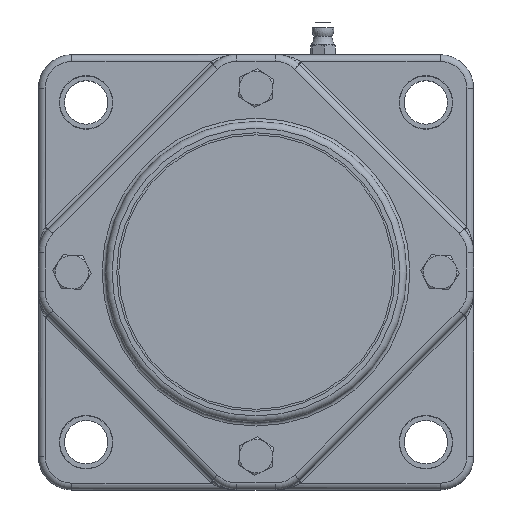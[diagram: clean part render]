
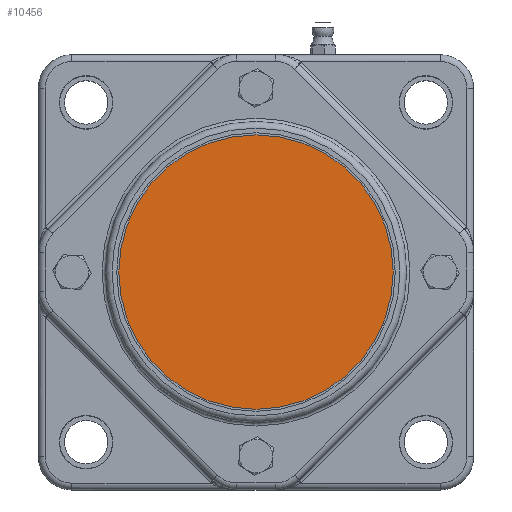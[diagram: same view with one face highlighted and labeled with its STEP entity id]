
A CAD part, top view. The second image highlights one B-rep face of the part: STEP entity #10456.
In plain terms, the highlighted planar face has unit normal (0, 0, 1).
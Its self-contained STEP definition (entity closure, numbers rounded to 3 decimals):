
#682=FACE_OUTER_BOUND('',#2876,.T.);
#2479=PLANE('',#11241);
#2876=EDGE_LOOP('',(#7116));
#3599=CIRCLE('',#11239,41.);
#4397=VERTEX_POINT('',#16597);
#5414=EDGE_CURVE('',#4397,#4397,#3599,.T.);
#7116=ORIENTED_EDGE('',*,*,#5414,.F.);
#10456=ADVANCED_FACE('',(#682),#2479,.T.);
#11239=AXIS2_PLACEMENT_3D('',#16598,#12853,#12854);
#11241=AXIS2_PLACEMENT_3D('',#16602,#12858,#12859);
#12853=DIRECTION('center_axis',(0.,0.,
-1.));
#12854=DIRECTION('ref_axis',(-1.,0.,0.));
#12858=DIRECTION('center_axis',(0.,0.,
1.));
#12859=DIRECTION('ref_axis',(-1.,0.,0.));
#16597=CARTESIAN_POINT('',(-97.087,-2.682,15.986));
#16598=CARTESIAN_POINT('Origin',(-138.087,-2.682,15.986));
#16602=CARTESIAN_POINT('Origin',(-138.087,-2.682,15.986));
